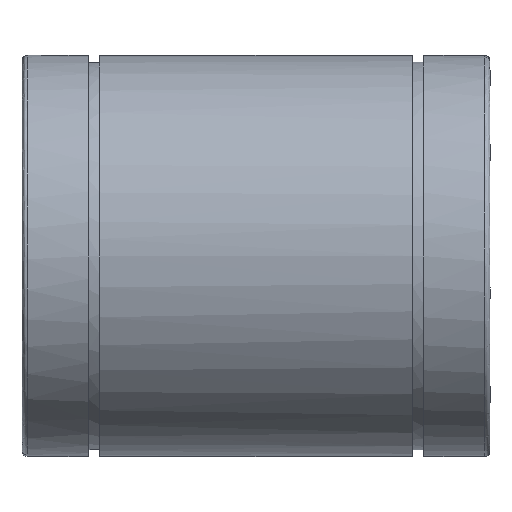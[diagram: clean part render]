
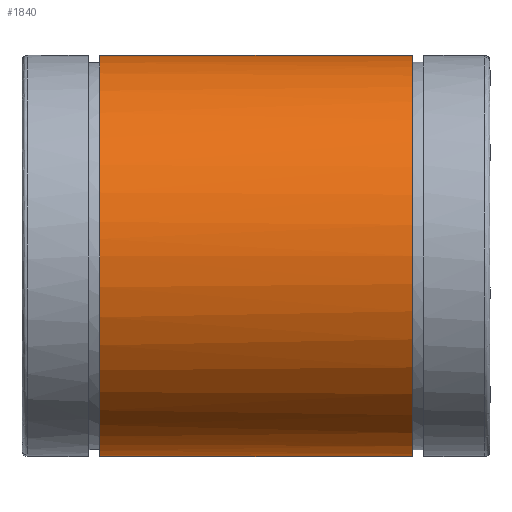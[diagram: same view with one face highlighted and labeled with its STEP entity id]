
A CAD part, front view. The second image highlights one B-rep face of the part: STEP entity #1840.
In plain terms, the highlighted free-form (B-spline) face has degree [3, 1] with [7, 2] control points.
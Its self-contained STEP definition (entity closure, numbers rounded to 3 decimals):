
#850 = CARTESIAN_POINT ('', (146., 0., -75.));
#860 = VERTEX_POINT ('', #850);
#870 = CARTESIAN_POINT ('', (146., -75., 0.));
#880 = VERTEX_POINT ('', #870);
#890 = CARTESIAN_POINT ('', (146., 0., -75.));
#900 = CARTESIAN_POINT ('', (146., -37.5, -75.));
#910 = CARTESIAN_POINT ('', (146., -75., -50.));
#920 = CARTESIAN_POINT ('', (146., -75., 0.));
#930 = (
   BOUNDED_CURVE ()
   B_SPLINE_CURVE (3, (#890, #900, #910, #920), .UNSPECIFIED., .F., .U.)
   B_SPLINE_CURVE_WITH_KNOTS ((4, 4), (0., 1.), .UNSPECIFIED.)
   CURVE ()
   GEOMETRIC_REPRESENTATION_ITEM ()
   RATIONAL_B_SPLINE_CURVE ((1., 0.667, 0.5, 0.5))
   REPRESENTATION_ITEM ('')
);
#940 = EDGE_CURVE ('', #860, #880, #930, .T.);
#960 = CARTESIAN_POINT ('', (146., 75., 0.));
#970 = VERTEX_POINT ('', #960);
#980 = CARTESIAN_POINT ('', (146., 75., 0.));
#990 = CARTESIAN_POINT ('', (146., 75., -50.));
#1000 = CARTESIAN_POINT ('', (146., 37.5, -75.));
#1010 = CARTESIAN_POINT ('', (146., 0., -75.));
#1020 = (
   BOUNDED_CURVE ()
   B_SPLINE_CURVE (3, (#980, #990, #1000, #1010), .UNSPECIFIED., .F., .U.)
   B_SPLINE_CURVE_WITH_KNOTS ((4, 4), (0., 1.), .UNSPECIFIED.)
   CURVE ()
   GEOMETRIC_REPRESENTATION_ITEM ()
   RATIONAL_B_SPLINE_CURVE ((0.5, 0.5, 0.667, 1.))
   REPRESENTATION_ITEM ('')
);
#1030 = EDGE_CURVE ('', #970, #860, #1020, .T.);
#1050 = CARTESIAN_POINT ('', (146., -75., 0.));
#1060 = CARTESIAN_POINT ('', (146., -75., 50.));
#1070 = CARTESIAN_POINT ('', (146., -37.5, 75.));
#1080 = CARTESIAN_POINT ('', (146., 0., 75.));
#1090 = CARTESIAN_POINT ('', (146., 37.5, 75.));
#1100 = CARTESIAN_POINT ('', (146., 75., 50.));
#1110 = CARTESIAN_POINT ('', (146., 75., 0.));
#1120 = (
   BOUNDED_CURVE ()
   B_SPLINE_CURVE (3, (#1050, #1060, #1070, #1080, #1090, #1100, #1110), .UNSPECIFIED., .F., .U.)
   B_SPLINE_CURVE_WITH_KNOTS ((4, 3, 4), (0., 0.5, 1.), .UNSPECIFIED.)
   CURVE ()
   GEOMETRIC_REPRESENTATION_ITEM ()
   RATIONAL_B_SPLINE_CURVE ((0.5, 0.5, 0.667, 1., 0.667, 0.5, 0.5))
   REPRESENTATION_ITEM ('')
);
#1130 = EDGE_CURVE ('', #880, #970, #1120, .T.);
#1280 = CARTESIAN_POINT ('', (29., -75., 0.));
#1290 = VERTEX_POINT ('', #1280);
#1300 = CARTESIAN_POINT ('', (29., 0., -75.));
#1310 = VERTEX_POINT ('', #1300);
#1320 = CARTESIAN_POINT ('', (29., -75., 0.));
#1330 = CARTESIAN_POINT ('', (29., -75., -50.));
#1340 = CARTESIAN_POINT ('', (29., -37.5, -75.));
#1350 = CARTESIAN_POINT ('', (29., 0., -75.));
#1360 = (
   BOUNDED_CURVE ()
   B_SPLINE_CURVE (3, (#1320, #1330, #1340, #1350), .UNSPECIFIED., .F., .U.)
   B_SPLINE_CURVE_WITH_KNOTS ((4, 4), (0., 1.), .UNSPECIFIED.)
   CURVE ()
   GEOMETRIC_REPRESENTATION_ITEM ()
   RATIONAL_B_SPLINE_CURVE ((0.5, 0.5, 0.667, 1.))
   REPRESENTATION_ITEM ('')
);
#1370 = EDGE_CURVE ('', #1290, #1310, #1360, .T.);
#1380 = ORIENTED_EDGE ('', *, *, #1370, .T.);
#1390 = CARTESIAN_POINT ('', (29., 0., -75.));
#1400 = CARTESIAN_POINT ('', (146., 0., -75.));
#1410 = B_SPLINE_CURVE_WITH_KNOTS ('', 1, (#1390, #1400), .UNSPECIFIED., .F., .U., (2, 2), (0., 1.), .UNSPECIFIED.);
#1420 = EDGE_CURVE ('', #1310, #860, #1410, .T.);
#1430 = ORIENTED_EDGE ('', *, *, #1420, .T.);
#1440 = ORIENTED_EDGE ('', *, *, #940, .T.);
#1450 = ORIENTED_EDGE ('', *, *, #1130, .T.);
#1460 = ORIENTED_EDGE ('', *, *, #1030, .T.);
#1470 = ORIENTED_EDGE ('', *, *, #1420, .F.);
#1480 = CARTESIAN_POINT ('', (29., 75., 0.));
#1490 = VERTEX_POINT ('', #1480);
#1500 = CARTESIAN_POINT ('', (29., 0., -75.));
#1510 = CARTESIAN_POINT ('', (29., 37.5, -75.));
#1520 = CARTESIAN_POINT ('', (29., 75., -50.));
#1530 = CARTESIAN_POINT ('', (29., 75., 0.));
#1540 = (
   BOUNDED_CURVE ()
   B_SPLINE_CURVE (3, (#1500, #1510, #1520, #1530), .UNSPECIFIED., .F., .U.)
   B_SPLINE_CURVE_WITH_KNOTS ((4, 4), (0., 1.), .UNSPECIFIED.)
   CURVE ()
   GEOMETRIC_REPRESENTATION_ITEM ()
   RATIONAL_B_SPLINE_CURVE ((1., 0.667, 0.5, 0.5))
   REPRESENTATION_ITEM ('')
);
#1550 = EDGE_CURVE ('', #1310, #1490, #1540, .T.);
#1560 = ORIENTED_EDGE ('', *, *, #1550, .T.);
#1570 = CARTESIAN_POINT ('', (29., 75., 0.));
#1580 = CARTESIAN_POINT ('', (29., 75., 50.));
#1590 = CARTESIAN_POINT ('', (29., 37.5, 75.));
#1600 = CARTESIAN_POINT ('', (29., 0., 75.));
#1610 = CARTESIAN_POINT ('', (29., -37.5, 75.));
#1620 = CARTESIAN_POINT ('', (29., -75., 50.));
#1630 = CARTESIAN_POINT ('', (29., -75., 0.));
#1640 = (
   BOUNDED_CURVE ()
   B_SPLINE_CURVE (3, (#1570, #1580, #1590, #1600, #1610, #1620, #1630), .UNSPECIFIED., .F., .U.)
   B_SPLINE_CURVE_WITH_KNOTS ((4, 3, 4), (0., 0.5, 1.), .UNSPECIFIED.)
   CURVE ()
   GEOMETRIC_REPRESENTATION_ITEM ()
   RATIONAL_B_SPLINE_CURVE ((0.5, 0.5, 0.667, 1., 0.667, 0.5, 0.5))
   REPRESENTATION_ITEM ('')
);
#1650 = EDGE_CURVE ('', #1490, #1290, #1640, .T.);
#1660 = ORIENTED_EDGE ('', *, *, #1650, .T.);
#1670 = EDGE_LOOP ('', (#1380, #1430, #1440, #1450, #1460, #1470, #1560, #1660));
#1680 = FACE_OUTER_BOUND ('', #1670, .T.);
#1690 = CARTESIAN_POINT ('', (29., 0., -75.));
#1700 = CARTESIAN_POINT ('', (146., 0., -75.));
#1710 = CARTESIAN_POINT ('', (29., 150., -75.));
#1720 = CARTESIAN_POINT ('', (146., 150., -75.));
#1730 = CARTESIAN_POINT ('', (29., 150., 75.));
#1740 = CARTESIAN_POINT ('', (146., 150., 75.));
#1750 = CARTESIAN_POINT ('', (29., 0., 75.));
#1760 = CARTESIAN_POINT ('', (146., 0., 75.));
#1770 = CARTESIAN_POINT ('', (29., -150., 75.));
#1780 = CARTESIAN_POINT ('', (146., -150., 75.));
#1790 = CARTESIAN_POINT ('', (29., -150., -75.));
#1800 = CARTESIAN_POINT ('', (146., -150., -75.));
#1810 = CARTESIAN_POINT ('', (29., 0., -75.));
#1820 = CARTESIAN_POINT ('', (146., 0., -75.));
#1830 = (
   BOUNDED_SURFACE ()
   B_SPLINE_SURFACE (3, 1, ((#1690, #1700), (#1710, #1720), (#1730, #1740), (#1750, #1760), (#1770, #1780), (#1790, #1800), (#1810, #1820)), .UNSPECIFIED., .T., .F., .U.)
   B_SPLINE_SURFACE_WITH_KNOTS ((4, 3, 4), (2, 2), (0., 0.5, 1.), (0., 1.), .UNSPECIFIED.)
   SURFACE ()
   GEOMETRIC_REPRESENTATION_ITEM ()
   RATIONAL_B_SPLINE_SURFACE (((1., 1.), (0.333, 0.333), (0.333, 0.333), (1., 1.), (0.333, 0.333), (0.333, 0.333), (1., 1.)))
   REPRESENTATION_ITEM ('')
);
#1840 = ADVANCED_FACE ('', (#1680), #1830, .T.);
